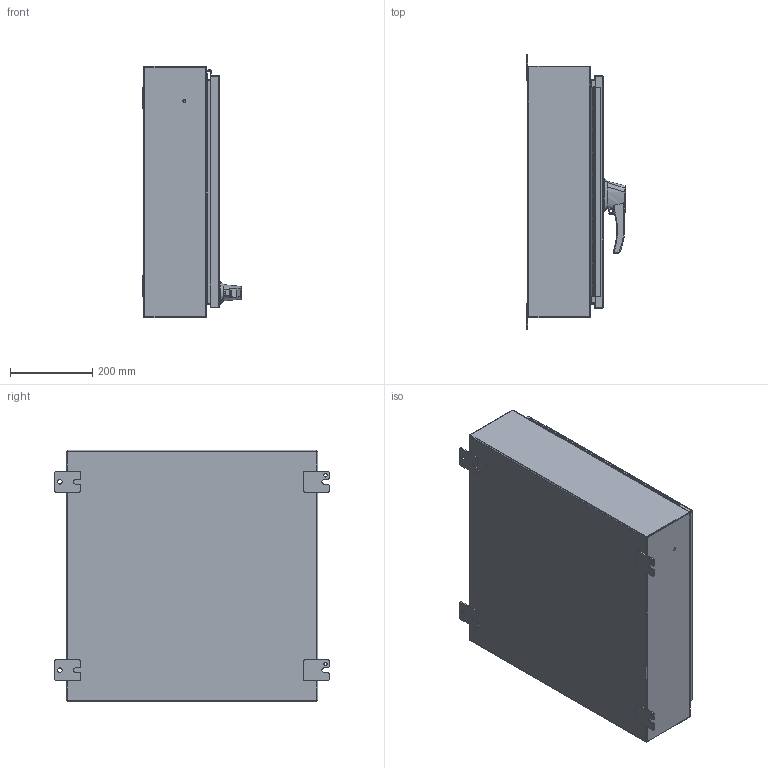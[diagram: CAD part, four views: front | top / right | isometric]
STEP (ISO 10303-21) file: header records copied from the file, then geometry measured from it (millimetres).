
FILE_DESCRIPTION (( 'STEP AP214' ), '1' );
FILE_NAME ('HW24246S16HK.STEP', '2019-08-22T17:56:37', ( '' ), ( '' ), 'SwSTEP 2.0', 'SolidWorks 2018', '' );
FILE_SCHEMA (( 'AUTOMOTIVE_DESIGN' ));
Length unit declared in the file: inch
Products named in the file (1): HW24246S16HK
Bounding box: 240.03 x 666.75 x 609.6 mm (x, y, z)
Volume: 2822756.7 mm3; surface area: 2830109.3 mm2
Topology: 42 solids, 43 shells, 1420 faces, 3561 edges, 2256 vertices
Faces by surface type: plane 688, cylinder 580, bspline 111, cone 41
Entity records: 100362 total; most frequent: CARTESIAN_POINT 48039, ORIENTED_EDGE 7106, DIRECTION 6604, EDGE_CURVE 3553, AXIS2_PLACEMENT_3D 2286, VERTEX_POINT 2256, LINE 2032, VECTOR 2032
